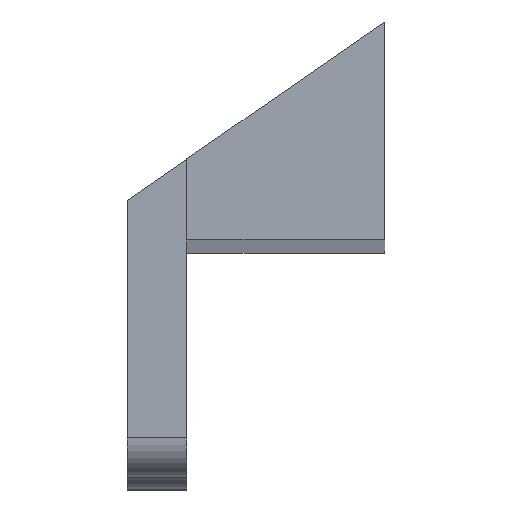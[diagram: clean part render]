
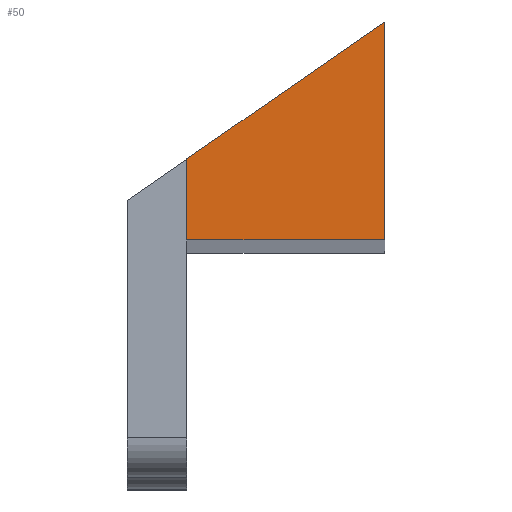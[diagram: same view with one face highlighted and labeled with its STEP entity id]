
A CAD part, top view. The second image highlights one B-rep face of the part: STEP entity #50.
In plain terms, the highlighted planar face has unit normal (0, 0, 1).
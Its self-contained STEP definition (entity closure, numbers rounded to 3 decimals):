
#19 = CARTESIAN_POINT ( 'NONE',  ( 1.5, 2.038, 190. ) ) ;
#20 = EDGE_CURVE ( 'NONE', #482, #267, #165, .T. ) ;
#37 = CARTESIAN_POINT ( 'NONE',  ( 6.5, 0., 190. ) ) ;
#50 = ADVANCED_FACE ( 'NONE', ( #401 ), #114, .T. ) ;
#78 = VECTOR ( 'NONE', #84, 1000. ) ;
#84 = DIRECTION ( 'NONE',  ( 0., -1., 0. ) ) ;
#99 = CARTESIAN_POINT ( 'NONE',  ( 6.5, 5.5, 190. ) ) ;
#109 = VECTOR ( 'NONE', #579, 1000. ) ;
#114 = PLANE ( 'NONE',  #689 ) ;
#124 = VECTOR ( 'NONE', #483, 1000. ) ;
#147 = VECTOR ( 'NONE', #615, 1000. ) ;
#156 = LINE ( 'NONE', #426, #147 ) ;
#165 = LINE ( 'NONE', #37, #124 ) ;
#177 = EDGE_CURVE ( 'NONE', #267, #342, #156, .T. ) ;
#196 = CARTESIAN_POINT ( 'NONE',  ( 1.5, 0., 190. ) ) ;
#221 = EDGE_LOOP ( 'NONE', ( #774, #286, #343, #296 ) ) ;
#255 = LINE ( 'NONE', #644, #78 ) ;
#267 = VERTEX_POINT ( 'NONE', #552 ) ;
#286 = ORIENTED_EDGE ( 'NONE', *, *, #512, .T. ) ;
#296 = ORIENTED_EDGE ( 'NONE', *, *, #20, .T. ) ;
#342 = VERTEX_POINT ( 'NONE', #99 ) ;
#343 = ORIENTED_EDGE ( 'NONE', *, *, #565, .T. ) ;
#401 = FACE_OUTER_BOUND ( 'NONE', #221, .T. ) ;
#414 = CARTESIAN_POINT ( 'NONE',  ( 1.5, 2.038, 190. ) ) ;
#426 = CARTESIAN_POINT ( 'NONE',  ( 6.5, 5.5, 190. ) ) ;
#482 = VERTEX_POINT ( 'NONE', #196 ) ;
#483 = DIRECTION ( 'NONE',  ( 1., 0., 0. ) ) ;
#512 = EDGE_CURVE ( 'NONE', #342, #643, #514, .T. ) ;
#514 = LINE ( 'NONE', #19, #109 ) ;
#550 = CARTESIAN_POINT ( 'NONE',  ( 3.5, 236., 190. ) ) ;
#552 = CARTESIAN_POINT ( 'NONE',  ( 6.5, 0., 190. ) ) ;
#565 = EDGE_CURVE ( 'NONE', #643, #482, #255, .T. ) ;
#579 = DIRECTION ( 'NONE',  ( -0.822, -0.569, 0. ) ) ;
#615 = DIRECTION ( 'NONE',  ( 0., 1., 0. ) ) ;
#643 = VERTEX_POINT ( 'NONE', #414 ) ;
#644 = CARTESIAN_POINT ( 'NONE',  ( 1.5, 0., 190. ) ) ;
#674 = DIRECTION ( 'NONE',  ( 0., 1., 0. ) ) ;
#689 = AXIS2_PLACEMENT_3D ( 'NONE', #550, #744, #674 ) ;
#744 = DIRECTION ( 'NONE',  ( 0., 0., 1. ) ) ;
#774 = ORIENTED_EDGE ( 'NONE', *, *, #177, .T. ) ;
